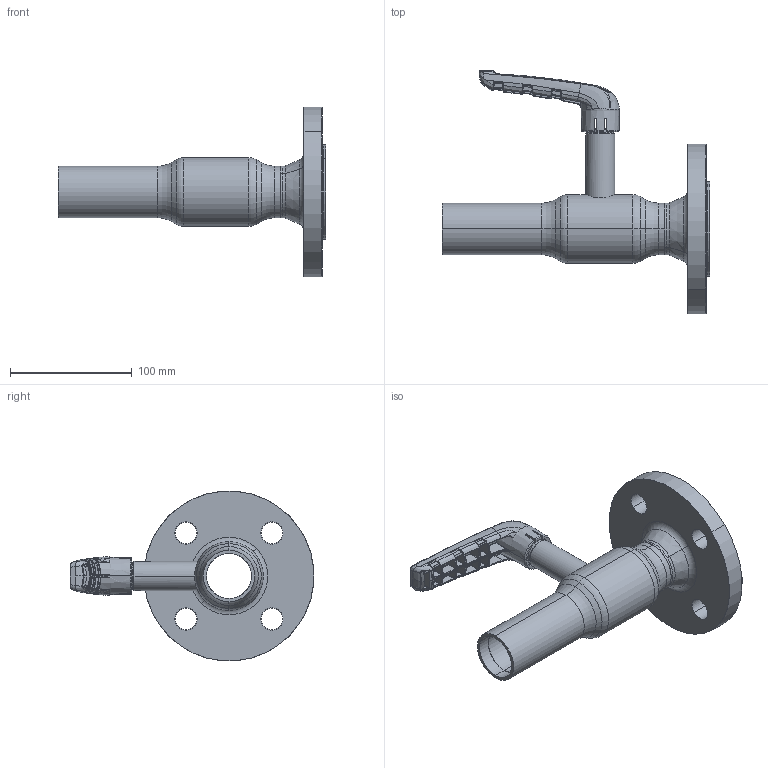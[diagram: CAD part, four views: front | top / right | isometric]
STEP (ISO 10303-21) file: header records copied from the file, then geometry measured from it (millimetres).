
FILE_DESCRIPTION (( 'STEP AP214' ), '1' );
FILE_NAME ('1032004001-xxxx.step', '2019-05-10T10:50:32', ( '' ), ( '' ), 'SwSTEP 2.0', 'SolidWorks 2017', '' );
FILE_SCHEMA (( 'AUTOMOTIVE_DESIGN' ));
Length unit declared in the file: millimetre
Products named in the file (1): 1032004001-xxxx
Bounding box: 220 x 200.29 x 139.47 mm (x, y, z)
Surface area: 101514.8 mm2 (no closed solid volume)
Topology: 0 solids, 5 shells, 640 faces, 2169 edges, 1430 vertices
Faces by surface type: bspline 484, cylinder 46, cone 43, plane 40, torus 23, sphere 4
Entity records: 51242 total; most frequent: CARTESIAN_POINT 30441, ORIENTED_EDGE 3387, EDGE_CURVE 2159, DIRECTION 1489, B_SPLINE_CURVE_WITH_KNOTS 1489, VERTEX_POINT 1426, EDGE_LOOP 665, AXIS2_PLACEMENT_3D 664
